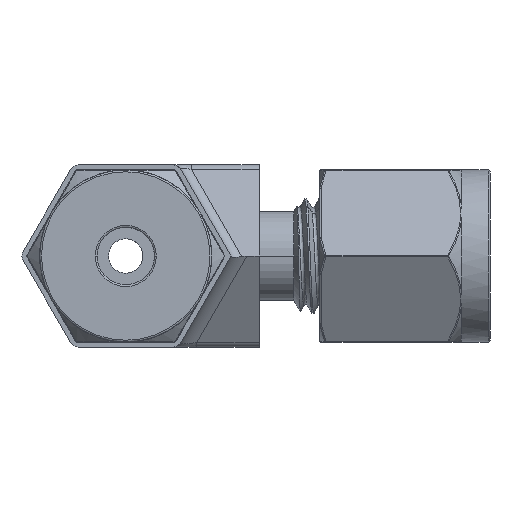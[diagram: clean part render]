
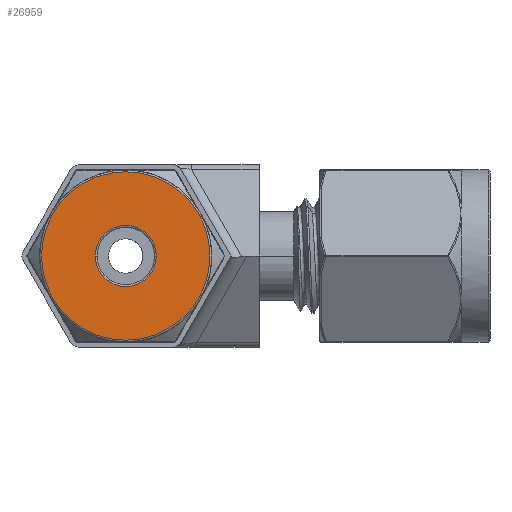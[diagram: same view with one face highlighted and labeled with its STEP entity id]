
A CAD part, left-side view. The second image highlights one B-rep face of the part: STEP entity #26959.
In plain terms, the highlighted face is planar.
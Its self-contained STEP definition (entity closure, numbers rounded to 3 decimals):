
#23807=CARTESIAN_POINT('',(0.,0.,0.));
#23808=DIRECTION('',(-1.,0.,0.));
#23809=DIRECTION('',(0.,1.,0.));
#23810=AXIS2_PLACEMENT_3D('',#23807,#23808,#23809);
#23812=CARTESIAN_POINT('',(0.,0.,0.));
#23813=DIRECTION('',(-1.,0.,0.));
#23814=DIRECTION('',(0.,-1.,0.));
#23815=AXIS2_PLACEMENT_3D('',#23812,#23813,#23814);
#23817=CARTESIAN_POINT('',(0.,0.,0.));
#23818=DIRECTION('',(1.,0.,0.));
#23819=DIRECTION('',(0.,0.,-1.));
#23820=AXIS2_PLACEMENT_3D('',#23817,#23818,#23819);
#23822=CARTESIAN_POINT('',(0.,0.,0.));
#23823=DIRECTION('',(1.,0.,0.));
#23824=DIRECTION('',(0.,0.,1.));
#23825=AXIS2_PLACEMENT_3D('',#23822,#23823,#23824);
#26771=CARTESIAN_POINT('',(0.,2.125,0.));
#26772=CARTESIAN_POINT('',(0.,-2.125,0.));
#26773=VERTEX_POINT('',#26771);
#26774=VERTEX_POINT('',#26772);
#26931=CARTESIAN_POINT('',(0.,0.,-5.875));
#26932=CARTESIAN_POINT('',(0.,0.,5.875));
#26933=VERTEX_POINT('',#26931);
#26934=VERTEX_POINT('',#26932);
#26942=CARTESIAN_POINT('',(0.,0.,0.));
#26943=DIRECTION('',(1.,0.,0.));
#26944=DIRECTION('',(0.,-1.,0.));
#26945=AXIS2_PLACEMENT_3D('',#26942,#26943,#26944);
#26946=PLANE('',#26945);
#26948=ORIENTED_EDGE('',*,*,#26947,.F.);
#26950=ORIENTED_EDGE('',*,*,#26949,.F.);
#26951=EDGE_LOOP('',(#26948,#26950));
#26952=FACE_OUTER_BOUND('',#26951,.F.);
#26954=ORIENTED_EDGE('',*,*,#26953,.F.);
#26956=ORIENTED_EDGE('',*,*,#26955,.F.);
#26957=EDGE_LOOP('',(#26954,#26956));
#26958=FACE_BOUND('',#26957,.F.);
#23811=CIRCLE('',#23810,2.125);
#23816=CIRCLE('',#23815,2.125);
#23821=CIRCLE('',#23820,5.875);
#23826=CIRCLE('',#23825,5.875);
#26947=EDGE_CURVE('',#26933,#26934,#23821,.T.);
#26949=EDGE_CURVE('',#26934,#26933,#23826,.T.);
#26953=EDGE_CURVE('',#26773,#26774,#23811,.T.);
#26955=EDGE_CURVE('',#26774,#26773,#23816,.T.);
#26959=ADVANCED_FACE('',(#26952,#26958),#26946,.T.);
